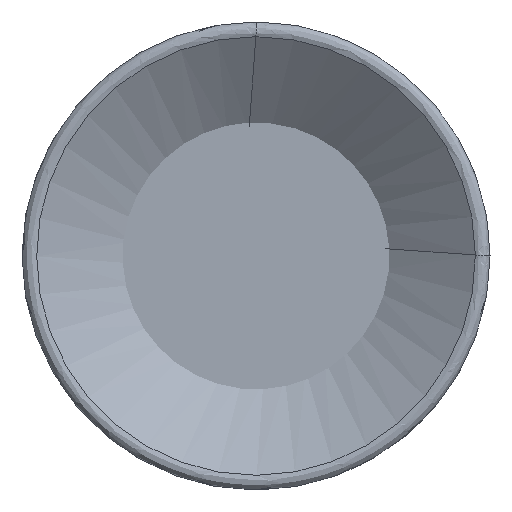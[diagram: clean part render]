
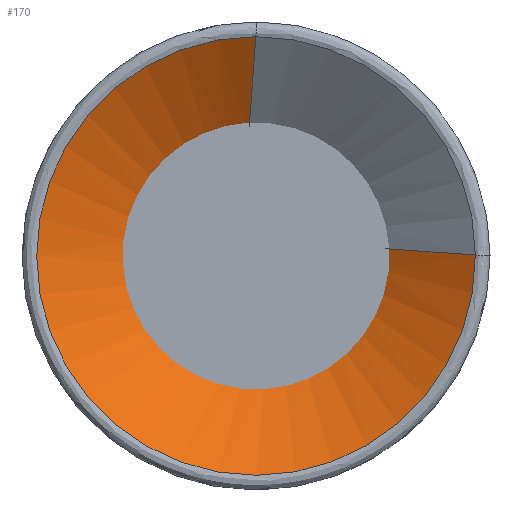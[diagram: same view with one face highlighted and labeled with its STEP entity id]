
A CAD part, left-side view. The second image highlights one B-rep face of the part: STEP entity #170.
In plain terms, the highlighted free-form (B-spline) face has degree [1, 3] with [2, 7] control points.
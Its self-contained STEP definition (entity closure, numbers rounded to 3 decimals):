
#41=(
BOUNDED_SURFACE()
B_SPLINE_SURFACE(1,3,((#880,#881,#882,#883,#884,#885,#886),(#887,#888,#889,
#890,#891,#892,#893)),.UNSPECIFIED.,.F.,.F.,.F.)
B_SPLINE_SURFACE_WITH_KNOTS((2,2),(4,3,4),(0.,1.),(0.,0.5,1.),
 .UNSPECIFIED.)
GEOMETRIC_REPRESENTATION_ITEM()
RATIONAL_B_SPLINE_SURFACE(((1.,0.588,0.588,1.,0.588,
0.588,1.),(1.,0.588,0.588,1.,0.588,
0.588,1.)))
REPRESENTATION_ITEM('')
SURFACE()
);
#56=LINE('',#878,#64);
#57=LINE('',#879,#65);
#64=VECTOR('',#668,1.);
#65=VECTOR('',#669,1.);
#170=ADVANCED_FACE('',(#191),#41,.F.);
#191=FACE_OUTER_BOUND('',#247,.T.);
#247=EDGE_LOOP('',(#318,#319,#320,#321));
#318=ORIENTED_EDGE('',*,*,#433,.F.);
#319=ORIENTED_EDGE('',*,*,#434,.T.);
#320=ORIENTED_EDGE('',*,*,#430,.T.);
#321=ORIENTED_EDGE('',*,*,#435,.T.);
#390=VERTEX_POINT('',#843);
#391=VERTEX_POINT('',#844);
#392=VERTEX_POINT('',#876);
#393=VERTEX_POINT('',#877);
#430=EDGE_CURVE('',#390,#391,#478,.T.);
#433=EDGE_CURVE('',#392,#393,#479,.T.);
#434=EDGE_CURVE('',#392,#390,#56,.T.);
#435=EDGE_CURVE('',#391,#393,#57,.T.);
#478=CIRCLE('',#540,10.672);
#479=CIRCLE('',#543,18.749);
#540=AXIS2_PLACEMENT_3D('',#842,#660,#661);
#543=AXIS2_PLACEMENT_3D('',#875,#666,#667);
#660=DIRECTION('',(1.,0.,0.));
#661=DIRECTION('',(0.,-0.998,0.061));
#666=DIRECTION('',(1.,0.,0.));
#667=DIRECTION('',(0.,-1.,0.005));
#668=DIRECTION('',(0.571,0.819,0.057));
#669=DIRECTION('',(-0.571,-0.061,0.819));
#842=CARTESIAN_POINT('',(6.518,0.,0.));
#843=CARTESIAN_POINT('',(6.518,-10.652,0.654));
#844=CARTESIAN_POINT('',(6.518,0.609,10.655));
#875=CARTESIAN_POINT('',(0.877,0.,0.));
#876=CARTESIAN_POINT('',(0.877,-18.749,0.088));
#877=CARTESIAN_POINT('',(0.877,0.009,18.749));
#878=CARTESIAN_POINT('',(6.518,-10.652,0.654));
#879=CARTESIAN_POINT('',(6.518,0.609,10.655));
#880=CARTESIAN_POINT('',(6.518,-10.652,0.654));
#881=CARTESIAN_POINT('',(6.518,-11.338,-10.512));
#882=CARTESIAN_POINT('',(6.518,-1.279,-15.408));
#883=CARTESIAN_POINT('',(6.518,7.086,-7.98));
#884=CARTESIAN_POINT('',(6.518,15.451,-0.551));
#885=CARTESIAN_POINT('',(6.518,11.778,10.016));
#886=CARTESIAN_POINT('',(6.518,0.609,10.655));
#887=CARTESIAN_POINT('',(0.877,-18.749,0.088));
#888=CARTESIAN_POINT('',(0.877,-18.841,-19.566));
#889=CARTESIAN_POINT('',(0.877,-0.71,-27.154));
#890=CARTESIAN_POINT('',(0.877,13.223,-13.292));
#891=CARTESIAN_POINT('',(0.877,27.157,0.57));
#892=CARTESIAN_POINT('',(0.877,19.663,18.74));
#893=CARTESIAN_POINT('',(0.877,0.009,18.749));
